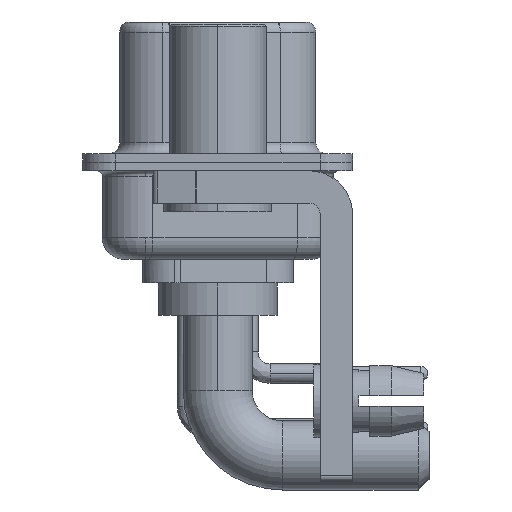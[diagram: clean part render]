
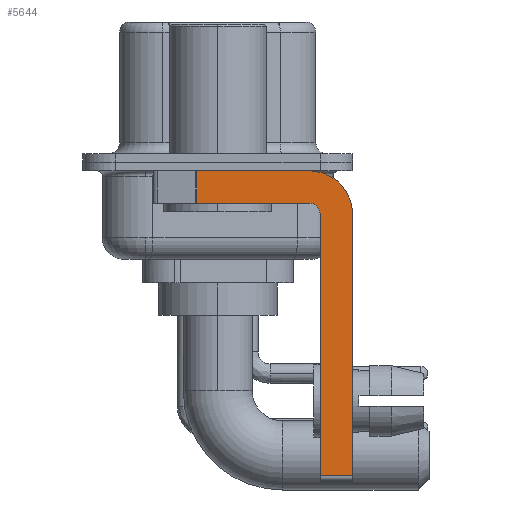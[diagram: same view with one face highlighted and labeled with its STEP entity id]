
A CAD part, left-side view. The second image highlights one B-rep face of the part: STEP entity #5644.
In plain terms, the highlighted planar face has unit normal (-1, 0, 0).
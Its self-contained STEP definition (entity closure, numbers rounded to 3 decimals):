
#211 = EDGE_CURVE ( 'NONE', #22037, #20128, #16410, .T. ) ;
#531 = EDGE_CURVE ( 'NONE', #7828, #18164, #16920, .T. ) ;
#725 = CARTESIAN_POINT ( 'NONE',  ( -2.9, -4.25, -14.55 ) ) ;
#970 = CARTESIAN_POINT ( 'NONE',  ( -2.9, -6.25, -2.4 ) ) ;
#2129 = ORIENTED_EDGE ( 'NONE', *, *, #531, .F. ) ;
#2249 = VECTOR ( 'NONE', #13844, 1000. ) ;
#2854 = VECTOR ( 'NONE', #12481, 1000. ) ;
#3599 = CARTESIAN_POINT ( 'NONE',  ( -2.9, -4.75, -2.4 ) ) ;
#5214 = CARTESIAN_POINT ( 'NONE',  ( -2.9, -4.25, -1.9 ) ) ;
#5644 = ADVANCED_FACE ( 'NONE', ( #6290 ), #11007, .F. ) ;
#5729 = CARTESIAN_POINT ( 'NONE',  ( -2.9, 0.978, -0.4 ) ) ;
#6246 = ORIENTED_EDGE ( 'NONE', *, *, #16208, .F. ) ;
#6290 = FACE_OUTER_BOUND ( 'NONE', #12407, .T. ) ;
#6297 = ORIENTED_EDGE ( 'NONE', *, *, #26540, .F. ) ;
#6489 = LINE ( 'NONE', #13415, #26839 ) ;
#7087 = DIRECTION ( 'NONE',  ( 1., 0., 0. ) ) ;
#7637 = ORIENTED_EDGE ( 'NONE', *, *, #8340, .F. ) ;
#7828 = VERTEX_POINT ( 'NONE', #5729 ) ;
#8340 = EDGE_CURVE ( 'NONE', #8886, #16938, #27842, .T. ) ;
#8886 = VERTEX_POINT ( 'NONE', #24944 ) ;
#9259 = CARTESIAN_POINT ( 'NONE',  ( -2.9, 0.978, -1.9 ) ) ;
#9543 = VECTOR ( 'NONE', #18952, 1000. ) ;
#10937 = DIRECTION ( 'NONE',  ( 0., 0., -1. ) ) ;
#11007 = PLANE ( 'NONE',  #20807 ) ;
#11088 = VECTOR ( 'NONE', #23215, 1000. ) ;
#11809 = DIRECTION ( 'NONE',  ( -1., 0., 0. ) ) ;
#11905 = LINE ( 'NONE', #725, #2249 ) ;
#12213 = CIRCLE ( 'NONE', #16954, 0.5 ) ;
#12317 = EDGE_CURVE ( 'NONE', #7828, #20128, #26442, .T. ) ;
#12407 = EDGE_LOOP ( 'NONE', ( #2129, #22832, #16360, #6246, #6297, #17380, #7637, #25253 ) ) ;
#12440 = CARTESIAN_POINT ( 'NONE',  ( -2.9, -4.25, -0.4 ) ) ;
#12481 = DIRECTION ( 'NONE',  ( 0., -1., 0. ) ) ;
#12974 = VERTEX_POINT ( 'NONE', #14814 ) ;
#13415 = CARTESIAN_POINT ( 'NONE',  ( -2.9, -4.75, -14.8 ) ) ;
#13844 = DIRECTION ( 'NONE',  ( 0., -1., 0. ) ) ;
#13939 = VERTEX_POINT ( 'NONE', #3599 ) ;
#14114 = EDGE_CURVE ( 'NONE', #18164, #8886, #24390, .T. ) ;
#14727 = EDGE_CURVE ( 'NONE', #12974, #16938, #11905, .T. ) ;
#14814 = CARTESIAN_POINT ( 'NONE',  ( -2.9, -4.75, -14.55 ) ) ;
#15285 = DIRECTION ( 'NONE',  ( 1., 0., 0. ) ) ;
#15600 = CARTESIAN_POINT ( 'NONE',  ( -2.9, -6.25, -14.55 ) ) ;
#15911 = DIRECTION ( 'NONE',  ( 0., 0., -1. ) ) ;
#16208 = EDGE_CURVE ( 'NONE', #13939, #22037, #12213, .T. ) ;
#16360 = ORIENTED_EDGE ( 'NONE', *, *, #211, .F. ) ;
#16410 = LINE ( 'NONE', #5214, #11088 ) ;
#16920 = LINE ( 'NONE', #23741, #2854 ) ;
#16938 = VERTEX_POINT ( 'NONE', #15600 ) ;
#16954 = AXIS2_PLACEMENT_3D ( 'NONE', #23064, #11809, #20821 ) ;
#17380 = ORIENTED_EDGE ( 'NONE', *, *, #14727, .T. ) ;
#18164 = VERTEX_POINT ( 'NONE', #12440 ) ;
#18952 = DIRECTION ( 'NONE',  ( 0., 0., -1. ) ) ;
#20106 = AXIS2_PLACEMENT_3D ( 'NONE', #20223, #7087, #10937 ) ;
#20128 = VERTEX_POINT ( 'NONE', #23915 ) ;
#20223 = CARTESIAN_POINT ( 'NONE',  ( -2.9, -4.25, -2.4 ) ) ;
#20807 = AXIS2_PLACEMENT_3D ( 'NONE', #29020, #15285, #24304 ) ;
#20821 = DIRECTION ( 'NONE',  ( 0., 0., 1. ) ) ;
#21875 = CARTESIAN_POINT ( 'NONE',  ( -2.9, -4.25, -1.9 ) ) ;
#22037 = VERTEX_POINT ( 'NONE', #21875 ) ;
#22476 = VECTOR ( 'NONE', #15911, 1000. ) ;
#22583 = DIRECTION ( 'NONE',  ( 0., 0., 1. ) ) ;
#22832 = ORIENTED_EDGE ( 'NONE', *, *, #12317, .T. ) ;
#23064 = CARTESIAN_POINT ( 'NONE',  ( -2.9, -4.25, -2.4 ) ) ;
#23215 = DIRECTION ( 'NONE',  ( 0., 1., 0. ) ) ;
#23741 = CARTESIAN_POINT ( 'NONE',  ( -2.9, 3., -0.4 ) ) ;
#23915 = CARTESIAN_POINT ( 'NONE',  ( -2.9, 0.978, -1.9 ) ) ;
#24304 = DIRECTION ( 'NONE',  ( 0., 0., -1. ) ) ;
#24390 = CIRCLE ( 'NONE', #20106, 2. ) ;
#24944 = CARTESIAN_POINT ( 'NONE',  ( -2.9, -6.25, -2.4 ) ) ;
#25253 = ORIENTED_EDGE ( 'NONE', *, *, #14114, .F. ) ;
#26442 = LINE ( 'NONE', #9259, #22476 ) ;
#26540 = EDGE_CURVE ( 'NONE', #12974, #13939, #6489, .T. ) ;
#26839 = VECTOR ( 'NONE', #22583, 1000. ) ;
#27842 = LINE ( 'NONE', #970, #9543 ) ;
#29020 = CARTESIAN_POINT ( 'NONE',  ( -2.9, -4.25, -2.4 ) ) ;
